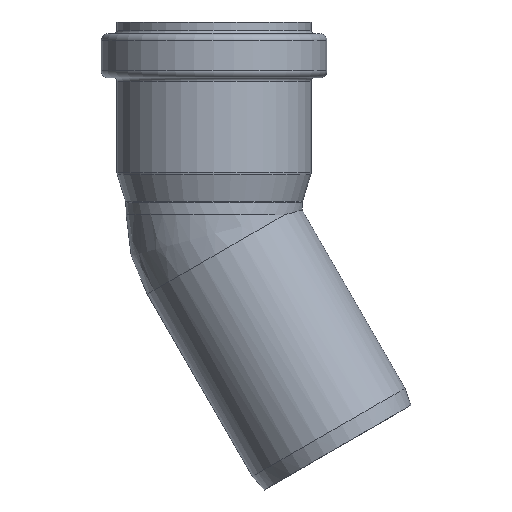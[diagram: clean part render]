
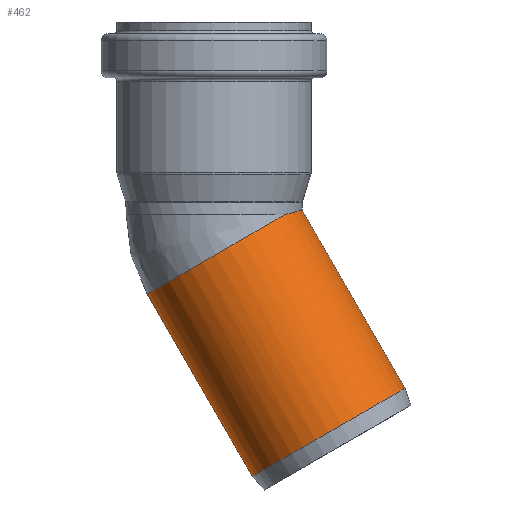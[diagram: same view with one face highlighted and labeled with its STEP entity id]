
A CAD part, left-side view. The second image highlights one B-rep face of the part: STEP entity #462.
In plain terms, the highlighted cylindrical face has radius 25 mm (diameter 50 mm), a full revolution.
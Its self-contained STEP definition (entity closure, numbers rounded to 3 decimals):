
#53=ELLIPSE('',#545,25.882,25.);
#55=CYLINDRICAL_SURFACE('',#543,25.);
#68=FACE_BOUND('',#154,.T.);
#109=FACE_OUTER_BOUND('',#153,.T.);
#153=EDGE_LOOP('',(#368,#369));
#154=EDGE_LOOP('',(#370));
#235=CIRCLE('',#541,25.);
#237=CIRCLE('',#544,25.);
#278=VERTEX_POINT('',#814);
#280=VERTEX_POINT('',#819);
#281=VERTEX_POINT('',#820);
#321=EDGE_CURVE('',#278,#278,#235,.T.);
#323=EDGE_CURVE('',#280,#281,#237,.T.);
#324=EDGE_CURVE('',#280,#281,#53,.T.);
#368=ORIENTED_EDGE('',*,*,#323,.T.);
#369=ORIENTED_EDGE('',*,*,#324,.F.);
#370=ORIENTED_EDGE('',*,*,#321,.F.);
#462=ADVANCED_FACE('',(#109,#68),#55,.T.);
#541=AXIS2_PLACEMENT_3D('',#815,#635,#636);
#543=AXIS2_PLACEMENT_3D('',#818,#639,#640);
#544=AXIS2_PLACEMENT_3D('',#821,#641,#642);
#545=AXIS2_PLACEMENT_3D('',#822,#643,#644);
#635=DIRECTION('center_axis',(0.,-0.5,-0.866));
#636=DIRECTION('ref_axis',(1.,0.,0.));
#639=DIRECTION('center_axis',(0.,-0.5,-0.866));
#640=DIRECTION('ref_axis',(1.,0.,0.));
#641=DIRECTION('center_axis',(0.,-0.5,-0.866));
#642=DIRECTION('ref_axis',(1.,0.,0.));
#643=DIRECTION('center_axis',(0.,0.259,0.966));
#644=DIRECTION('ref_axis',(0.,-0.966,0.259));
#814=CARTESIAN_POINT('',(-25.,-32.5,-65.292));
#815=CARTESIAN_POINT('Origin',(0.,-32.5,-65.292));
#818=CARTESIAN_POINT('Origin',(0.,-2.679,-13.641));
#819=CARTESIAN_POINT('',(-15.,-20.,-3.641));
#820=CARTESIAN_POINT('',(15.,-20.,-3.641));
#821=CARTESIAN_POINT('Origin',(0.,-2.679,-13.641));
#822=CARTESIAN_POINT('Origin',(0.,0.,-9.));
